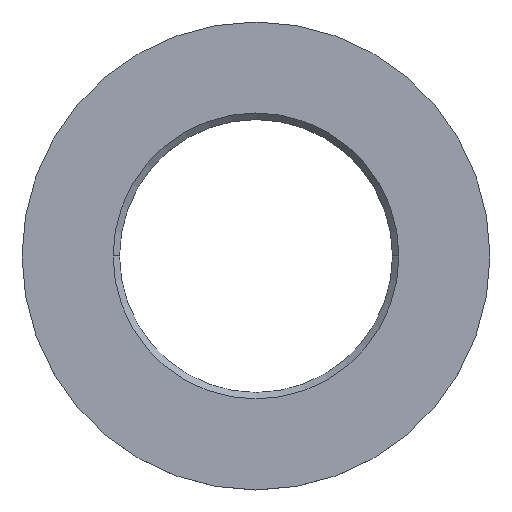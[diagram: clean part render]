
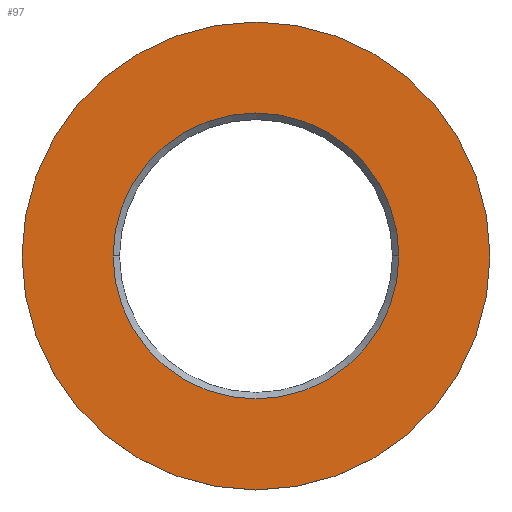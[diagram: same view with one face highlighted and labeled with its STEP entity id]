
A CAD part, top view. The second image highlights one B-rep face of the part: STEP entity #97.
In plain terms, the highlighted planar face has unit normal (0, 0, 1).
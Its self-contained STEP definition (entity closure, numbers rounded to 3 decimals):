
#79=VERTEX_POINT('',#185);
#81=EDGE_CURVE('',#117,#93,#187,.T.);
#87=EDGE_CURVE('',#131,#79,#194,.T.);
#93=VERTEX_POINT('',#200);
#97=ADVANCED_FACE('',(#204,#205),#206,.T.);
#99=EDGE_CURVE('',#79,#131,#208,.T.);
#117=VERTEX_POINT('',#227);
#131=VERTEX_POINT('',#243);
#143=EDGE_CURVE('',#93,#117,#255,.T.);
#185=CARTESIAN_POINT('',(11.,0.,6.3));
#187=CIRCLE('',#295,18.0);
#194=CIRCLE('',#305,11.0);
#200=CARTESIAN_POINT('',(-18.0,0.,6.3));
#204=FACE_OUTER_BOUND('',#320,.T.);
#205=FACE_BOUND('',#321,.T.);
#206=PLANE('',#322);
#208=CIRCLE('',#325,11.0);
#227=CARTESIAN_POINT('',(18.,0.,6.3));
#243=CARTESIAN_POINT('',(-11.0,0.,6.3));
#255=CIRCLE('',#384,18.0);
#295=AXIS2_PLACEMENT_3D('',#424,#425,#426);
#305=AXIS2_PLACEMENT_3D('',#436,#437,#438);
#320=EDGE_LOOP('',(#445,#446));
#321=EDGE_LOOP('',(#447,#448));
#322=AXIS2_PLACEMENT_3D('',#449,#450,#451);
#325=AXIS2_PLACEMENT_3D('',#452,#453,#454);
#384=AXIS2_PLACEMENT_3D('',#506,#507,#508);
#424=CARTESIAN_POINT('',(0.,0.,6.3));
#425=DIRECTION('',(-0.0,0.0,-1.0));
#426=DIRECTION('',(-1.0,0.,0.0));
#436=CARTESIAN_POINT('',(0.,0.,6.3));
#437=DIRECTION('',(-0.0,0.0,-1.0));
#438=DIRECTION('',(-1.0,0.,0.0));
#445=ORIENTED_EDGE('',*,*,#143,.F.);
#446=ORIENTED_EDGE('',*,*,#81,.F.);
#447=ORIENTED_EDGE('',*,*,#87,.T.);
#448=ORIENTED_EDGE('',*,*,#99,.T.);
#449=CARTESIAN_POINT('',(-14.5,0.,6.3));
#450=DIRECTION('',(0.0,0.0,1.0));
#451=DIRECTION('',(-1.0,0.,0.0));
#452=CARTESIAN_POINT('',(0.,0.,6.3));
#453=DIRECTION('',(-0.0,0.0,-1.0));
#454=DIRECTION('',(-1.0,0.,0.0));
#506=CARTESIAN_POINT('',(0.,0.,6.3));
#507=DIRECTION('',(-0.0,0.0,-1.0));
#508=DIRECTION('',(-1.0,0.,0.0));
